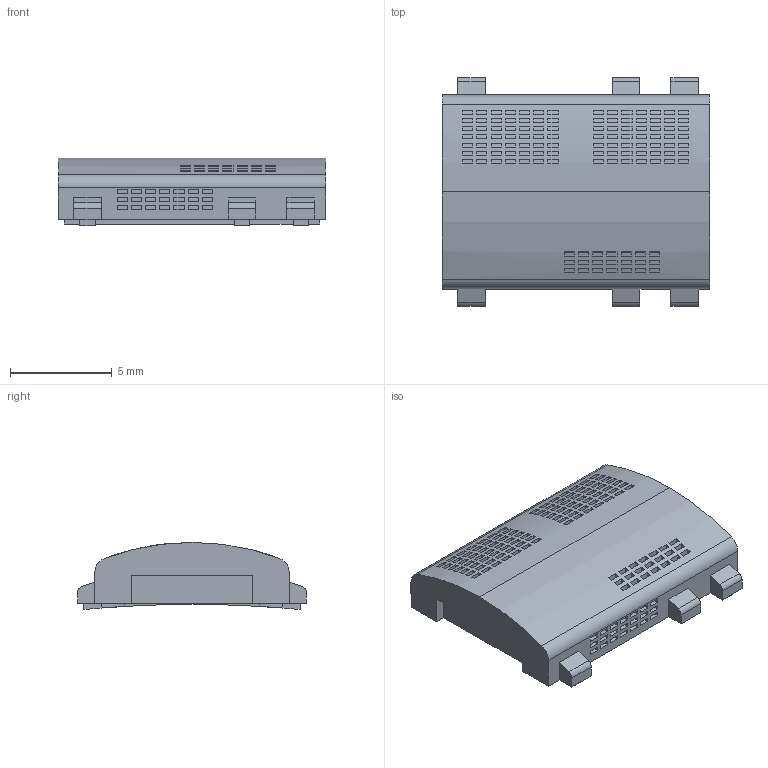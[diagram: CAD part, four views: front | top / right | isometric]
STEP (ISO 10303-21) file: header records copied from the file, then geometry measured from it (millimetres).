
FILE_DESCRIPTION (( 'STEP AP214' ), '1' );
FILE_NAME ('クーラー.STEP', '2014-02-21T16:24:57', ( ' ' ), ( ' ' ), 'SwSTEP 2.0', 'SolidWorks 2008', '' );
FILE_SCHEMA (( 'AUTOMOTIVE_DESIGN' ));
Length unit declared in the file: millimetre
Products named in the file (1): クーラー
Bounding box: 13.18 x 11.25 x 3.3 mm (x, y, z)
Volume: 189.9 mm3; surface area: 566 mm2
Topology: 1 solids, 1 shells, 999 faces, 2442 edges, 1628 vertices
Faces by surface type: plane 864, cylinder 135
Entity records: 29269 total; most frequent: CARTESIAN_POINT 5070, DIRECTION 4972, ORIENTED_EDGE 4884, EDGE_CURVE 2442, VECTOR 1912, LINE 1912, VERTEX_POINT 1628, AXIS2_PLACEMENT_3D 1530
